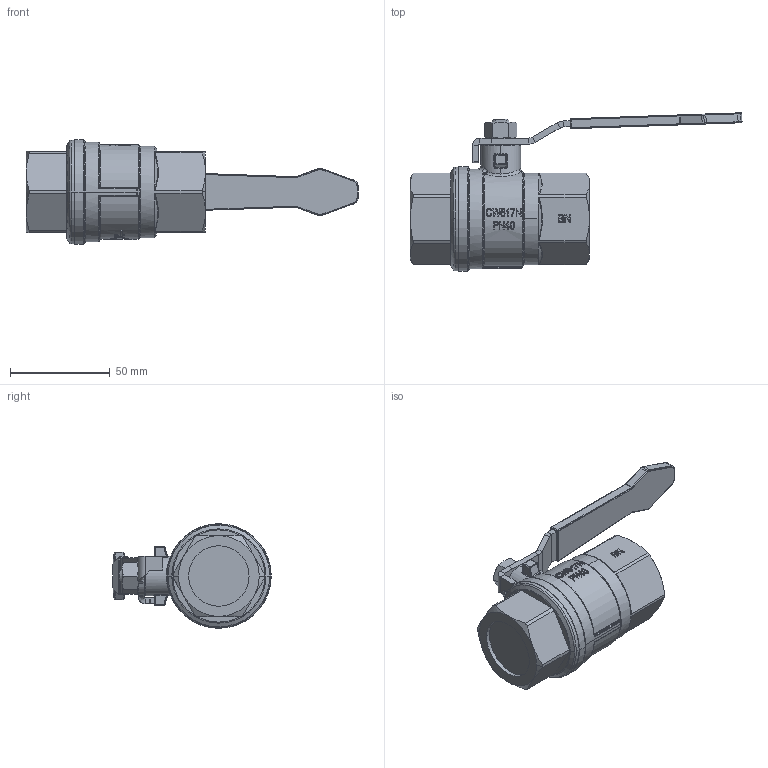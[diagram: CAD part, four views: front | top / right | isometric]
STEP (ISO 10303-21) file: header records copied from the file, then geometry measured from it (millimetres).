
FILE_DESCRIPTION(('STEP AP214'),'1');
FILE_NAME('valve_960-1.stp','2018-06-14T14:56:15',('TraceParts'),('TraceParts S.A.'),'Spatial InterOp 3D',' ',' ');
FILE_SCHEMA(('automotive_design'));
Length unit declared in the file: millimetre
Products named in the file (5): Volumenkörper2
Bounding box: 166.53 x 79.46 x 52.5 mm (x, y, z)
Volume: 161268.1 mm3; surface area: 25952.7 mm2
Topology: 5 solids, 5 shells, 763 faces, 1978 edges, 1253 vertices
Faces by surface type: plane 256, cylinder 210, bspline 187, cone 50, torus 46, sphere 14
Entity records: 34262 total; most frequent: CARTESIAN_POINT 10443, ORIENTED_EDGE 3936, DIRECTION 3313, EDGE_CURVE 1968, VERTEX_POINT 1253, AXIS2_PLACEMENT_3D 1242, LINE 829, VECTOR 829
